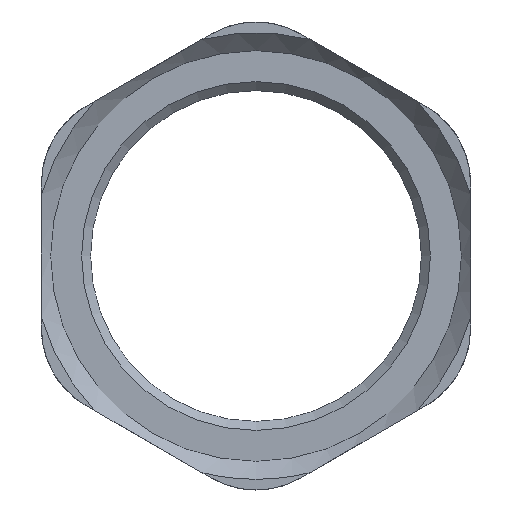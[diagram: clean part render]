
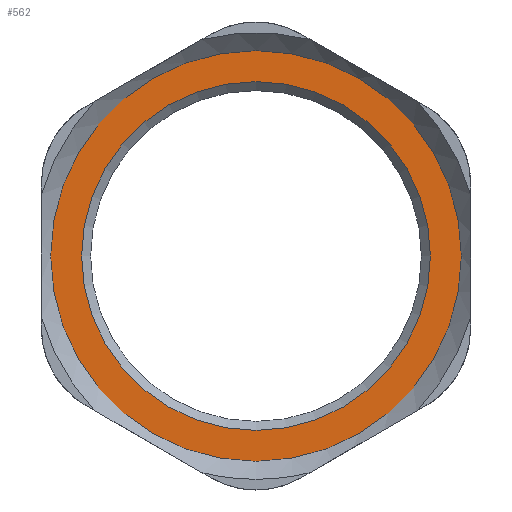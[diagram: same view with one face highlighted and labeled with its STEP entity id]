
A CAD part, front view. The second image highlights one B-rep face of the part: STEP entity #562.
In plain terms, the highlighted planar face has unit normal (0, -1, 0).
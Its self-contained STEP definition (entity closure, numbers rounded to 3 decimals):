
#45=FACE_BOUND('',#101,.T.);
#47=PLANE('',#615);
#70=FACE_OUTER_BOUND('',#100,.T.);
#100=EDGE_LOOP('',(#381,#382));
#101=EDGE_LOOP('',(#383));
#199=CIRCLE('',#612,9.75);
#201=CIRCLE('',#616,11.483);
#202=CIRCLE('',#617,11.483);
#224=VERTEX_POINT('',#815);
#226=VERTEX_POINT('',#823);
#227=VERTEX_POINT('',#824);
#286=EDGE_CURVE('',#224,#224,#199,.T.);
#289=EDGE_CURVE('',#226,#227,#201,.T.);
#290=EDGE_CURVE('',#227,#226,#202,.T.);
#381=ORIENTED_EDGE('',*,*,#289,.T.);
#382=ORIENTED_EDGE('',*,*,#290,.T.);
#383=ORIENTED_EDGE('',*,*,#286,.F.);
#562=ADVANCED_FACE('',(#70,#45),#47,.F.);
#612=AXIS2_PLACEMENT_3D('',#817,#672,#673);
#615=AXIS2_PLACEMENT_3D('',#822,#679,#680);
#616=AXIS2_PLACEMENT_3D('',#825,#681,#682);
#617=AXIS2_PLACEMENT_3D('',#826,#683,#684);
#672=DIRECTION('center_axis',(0.,-1.,0.));
#673=DIRECTION('ref_axis',(1.,0.,0.));
#679=DIRECTION('center_axis',(0.,1.,0.));
#680=DIRECTION('ref_axis',(0.,0.,1.));
#681=DIRECTION('center_axis',(0.,-1.,0.));
#682=DIRECTION('ref_axis',(1.,0.,0.));
#683=DIRECTION('center_axis',(0.,-1.,0.));
#684=DIRECTION('ref_axis',(1.,0.,0.));
#815=CARTESIAN_POINT('',(-9.75,-3.5,0.));
#817=CARTESIAN_POINT('Origin',(0.,-3.5,0.));
#822=CARTESIAN_POINT('Origin',(0.,-3.5,11.483));
#823=CARTESIAN_POINT('',(0.,-3.5,11.483));
#824=CARTESIAN_POINT('',(0.,-3.5,-11.483));
#825=CARTESIAN_POINT('Origin',(0.,-3.5,0.));
#826=CARTESIAN_POINT('Origin',(0.,-3.5,0.));
